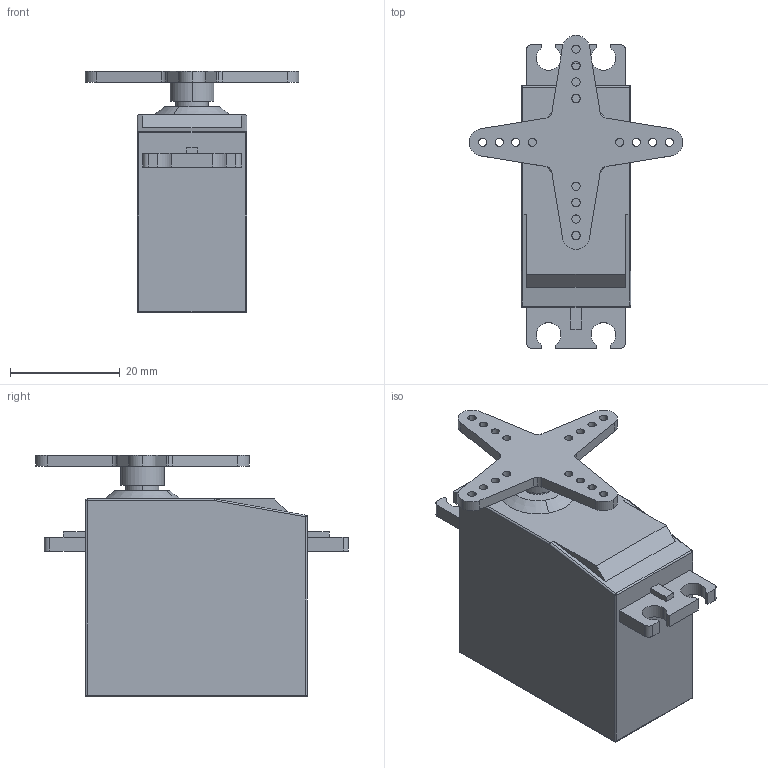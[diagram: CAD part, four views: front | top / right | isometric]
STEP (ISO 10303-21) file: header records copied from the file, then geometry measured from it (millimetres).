
FILE_DESCRIPTION(('CATIA V5 STEP Exchange'),'2;1');
FILE_NAME('Parallax Servo 900-00005.stp','2019-10-23T21:14:53+00:00',('none'),('none'),'CATIA Version 5 Release 21 SP 3 (IN-10)','CATIA V5 STEP AP203','none');
FILE_SCHEMA(('CONFIG_CONTROL_DESIGN'));
Length unit declared in the file: millimetre
Products named in the file (1): ServoMoteur
Assembly tree (2 placements, depth 2):
  ServoMoteur
    #58
    #26265
Bounding box: 39 x 57.1 x 44.1 mm (x, y, z)
Volume: 30728.8 mm3; surface area: 8272.3 mm2
Topology: 2 solids, 2 shells, 887 faces, 2461 edges, 1626 vertices
Faces by surface type: plane 549, extrusion 242, cylinder 84, sphere 8, cone 4
Entity records: 28231 total; most frequent: CARTESIAN_POINT 7005, ORIENTED_EDGE 4906, DIRECTION 3196, EDGE_CURVE 2453, VECTOR 2039, LINE 1797, VERTEX_POINT 1626, EDGE_LOOP 975
